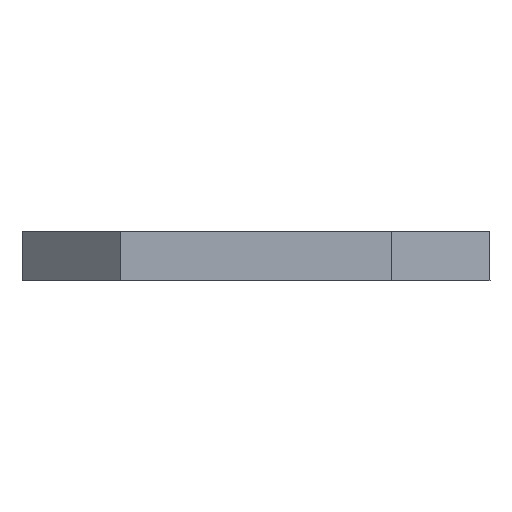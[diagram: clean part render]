
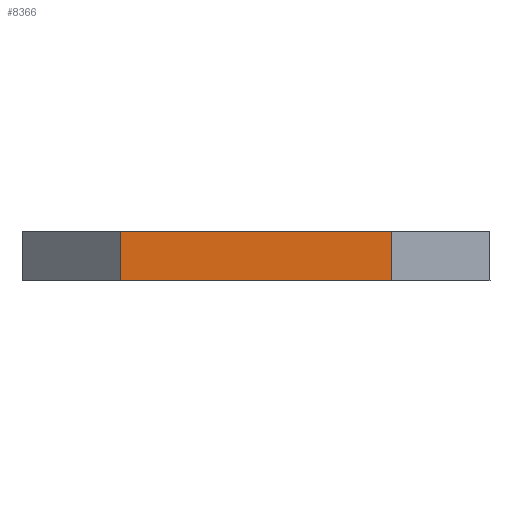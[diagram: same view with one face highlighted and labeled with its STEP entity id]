
A CAD part, front view. The second image highlights one B-rep face of the part: STEP entity #8366.
In plain terms, the highlighted planar face has unit normal (0, -1, 0).
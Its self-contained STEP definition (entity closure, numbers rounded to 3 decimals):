
#826=FACE_OUTER_BOUND('',#1298,.T.);
#1298=EDGE_LOOP('',(#6004,#6005,#6006,#6007));
#1771=LINE('',#10256,#2573);
#1978=LINE('',#12039,#2780);
#1980=LINE('',#12044,#2782);
#1982=LINE('',#12047,#2784);
#2573=VECTOR('',#9033,10.);
#2780=VECTOR('',#9246,10.);
#2782=VECTOR('',#9252,10.);
#2784=VECTOR('',#9256,10.);
#3373=VERTEX_POINT('',#10253);
#3374=VERTEX_POINT('',#10255);
#3807=VERTEX_POINT('',#12037);
#3808=VERTEX_POINT('',#12043);
#4245=EDGE_CURVE('',#3373,#3374,#1771,.T.);
#4682=EDGE_CURVE('',#3807,#3373,#1978,.T.);
#4684=EDGE_CURVE('',#3374,#3808,#1980,.T.);
#4686=EDGE_CURVE('',#3808,#3807,#1982,.T.);
#6004=ORIENTED_EDGE('',*,*,#4682,.F.);
#6005=ORIENTED_EDGE('',*,*,#4686,.F.);
#6006=ORIENTED_EDGE('',*,*,#4684,.F.);
#6007=ORIENTED_EDGE('',*,*,#4245,.F.);
#8159=PLANE('',#8817);
#8366=ADVANCED_FACE('',(#826),#8159,.F.);
#8817=AXIS2_PLACEMENT_3D('',#12046,#9254,#9255);
#9033=DIRECTION('',(-1.,0.,0.));
#9246=DIRECTION('',(0.,0.,-1.));
#9252=DIRECTION('',(0.,0.,1.));
#9254=DIRECTION('center_axis',(0.,1.,0.));
#9255=DIRECTION('ref_axis',(1.,0.,0.));
#9256=DIRECTION('',(1.,0.,0.));
#10253=CARTESIAN_POINT('',(-67.327,27.945,35.934));
#10255=CARTESIAN_POINT('',(-95.,27.945,35.934));
#10256=CARTESIAN_POINT('',(-93.082,27.945,35.934));
#12037=CARTESIAN_POINT('',(-67.327,27.945,40.934));
#12039=CARTESIAN_POINT('',(-67.327,27.945,40.934));
#12043=CARTESIAN_POINT('',(-95.,27.945,40.934));
#12044=CARTESIAN_POINT('',(-95.,27.945,40.934));
#12046=CARTESIAN_POINT('Origin',(-105.,27.945,40.934));
#12047=CARTESIAN_POINT('',(-93.082,27.945,40.934));
